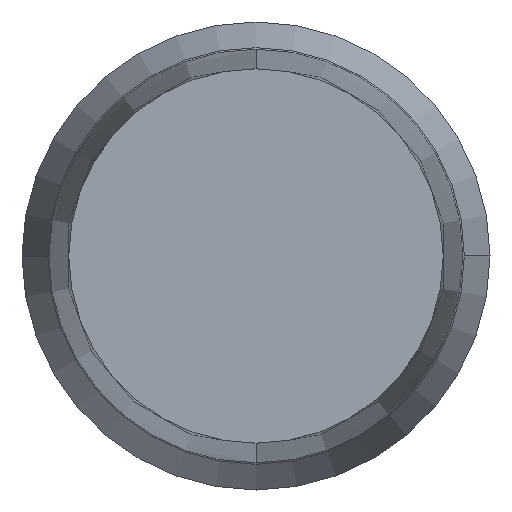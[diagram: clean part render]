
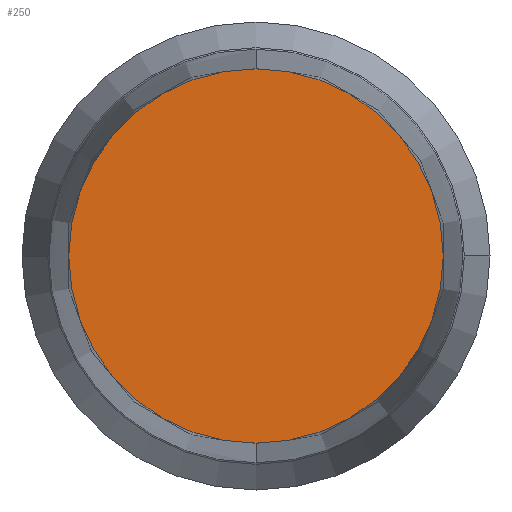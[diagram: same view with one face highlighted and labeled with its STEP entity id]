
A CAD part, front view. The second image highlights one B-rep face of the part: STEP entity #250.
In plain terms, the highlighted planar face has unit normal (0, -1, 0).
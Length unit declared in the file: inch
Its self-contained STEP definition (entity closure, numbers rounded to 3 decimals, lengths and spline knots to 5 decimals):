
#26 = CARTESIAN_POINT ( 'NONE',  ( 0., 0., 0. ) ) ;
#81 = EDGE_CURVE ( 'NONE', #310, #447, #304, .T. ) ;
#87 = DIRECTION ( 'NONE',  ( 0., -1., 0. ) ) ;
#92 = CARTESIAN_POINT ( 'NONE',  ( 0., 0., 0. ) ) ;
#101 = EDGE_LOOP ( 'NONE', ( #228, #129 ) ) ;
#129 = ORIENTED_EDGE ( 'NONE', *, *, #352, .T. ) ;
#162 = AXIS2_PLACEMENT_3D ( 'NONE', #350, #284, #280 ) ;
#171 = DIRECTION ( 'NONE',  ( 0., 0., -1. ) ) ;
#179 = DIRECTION ( 'NONE',  ( 0., -1., 0. ) ) ;
#228 = ORIENTED_EDGE ( 'NONE', *, *, #81, .T. ) ;
#250 = ADVANCED_FACE ( 'NONE', ( #256 ), #390, .T. ) ;
#256 = FACE_OUTER_BOUND ( 'NONE', #101, .T. ) ;
#265 = AXIS2_PLACEMENT_3D ( 'NONE', #92, #87, #171 ) ;
#280 = DIRECTION ( 'NONE',  ( 0., 0., -1. ) ) ;
#281 = DIRECTION ( 'NONE',  ( 0., 0., -1. ) ) ;
#284 = DIRECTION ( 'NONE',  ( 0., -1., 0. ) ) ;
#304 = CIRCLE ( 'NONE', #265, 0.125 ) ;
#310 = VERTEX_POINT ( 'NONE', #396 ) ;
#311 = CIRCLE ( 'NONE', #336, 0.125 ) ;
#320 = CARTESIAN_POINT ( 'NONE',  ( 0., 0., -0.125 ) ) ;
#336 = AXIS2_PLACEMENT_3D ( 'NONE', #26, #179, #281 ) ;
#350 = CARTESIAN_POINT ( 'NONE',  ( 0., 0., 0. ) ) ;
#352 = EDGE_CURVE ( 'NONE', #447, #310, #311, .T. ) ;
#390 = PLANE ( 'NONE',  #162 ) ;
#396 = CARTESIAN_POINT ( 'NONE',  ( 0., 0., 0.125 ) ) ;
#447 = VERTEX_POINT ( 'NONE', #320 ) ;
